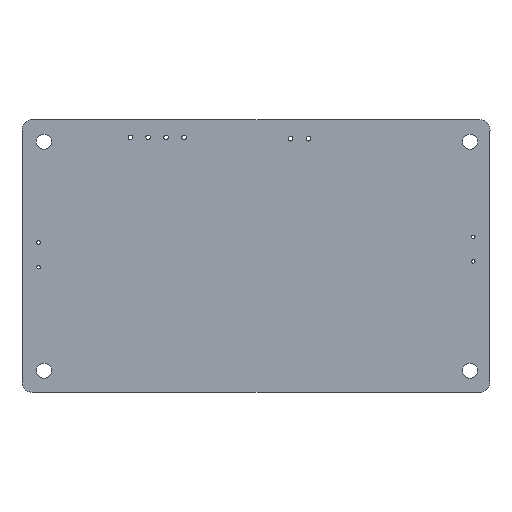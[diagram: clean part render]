
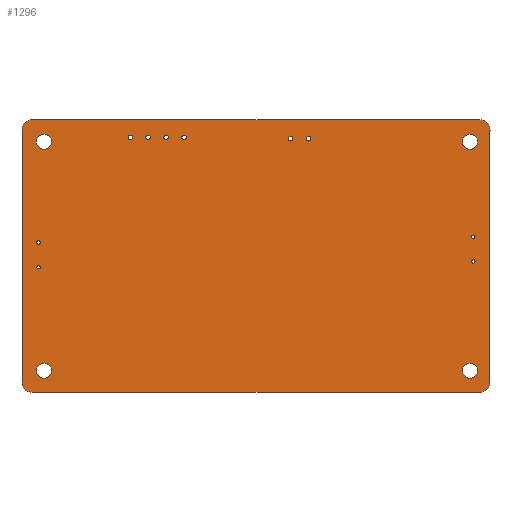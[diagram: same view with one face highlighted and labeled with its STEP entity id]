
A CAD part, top view. The second image highlights one B-rep face of the part: STEP entity #1296.
In plain terms, the highlighted planar face has unit normal (0, 0, 1).
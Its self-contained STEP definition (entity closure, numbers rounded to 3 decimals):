
#969 = VERTEX_POINT('',#970);
#970 = CARTESIAN_POINT('',(63.445,38.75,1.6));
#976 = EDGE_CURVE('',#969,#977,#979,.T.);
#977 = VERTEX_POINT('',#978);
#978 = CARTESIAN_POINT('',(66.445,35.75,1.6));
#979 = CIRCLE('',#980,3.);
#980 = AXIS2_PLACEMENT_3D('',#981,#982,#983);
#981 = CARTESIAN_POINT('',(63.445,35.75,1.6));
#982 = DIRECTION('',(0.,0.,-1.));
#983 = DIRECTION('',(0.,1.,0.));
#1011 = VERTEX_POINT('',#1012);
#1012 = CARTESIAN_POINT('',(-63.445,38.75,1.6));
#1018 = EDGE_CURVE('',#1011,#969,#1019,.T.);
#1019 = LINE('',#1020,#1021);
#1020 = CARTESIAN_POINT('',(-63.445,38.75,1.6));
#1021 = VECTOR('',#1022,1.);
#1022 = DIRECTION('',(1.,0.,0.));
#1040 = EDGE_CURVE('',#977,#1041,#1043,.T.);
#1041 = VERTEX_POINT('',#1042);
#1042 = CARTESIAN_POINT('',(66.445,-35.75,1.6));
#1043 = LINE('',#1044,#1045);
#1044 = CARTESIAN_POINT('',(66.445,35.75,1.6));
#1045 = VECTOR('',#1046,1.);
#1046 = DIRECTION('',(0.,-1.,0.));
#1296 = ADVANCED_FACE('',(#1297,#1367,#1378,#1389,#1400,#1411,#1422,
    #1433,#1444,#1455,#1466,#1477,#1488,#1499,#1510),#1521,.T.);
#1297 = FACE_BOUND('',#1298,.T.);
#1298 = EDGE_LOOP('',(#1299,#1300,#1301,#1309,#1318,#1326,#1334,#1343,
    #1351,#1359,#1366));
#1299 = ORIENTED_EDGE('',*,*,#976,.F.);
#1300 = ORIENTED_EDGE('',*,*,#1018,.F.);
#1301 = ORIENTED_EDGE('',*,*,#1302,.F.);
#1302 = EDGE_CURVE('',#1303,#1011,#1305,.T.);
#1303 = VERTEX_POINT('',#1304);
#1304 = CARTESIAN_POINT('',(-63.613,38.748,1.6));
#1305 = LINE('',#1306,#1307);
#1306 = CARTESIAN_POINT('',(-63.613,38.748,1.6));
#1307 = VECTOR('',#1308,1.);
#1308 = DIRECTION('',(1.,0.014,0.));
#1309 = ORIENTED_EDGE('',*,*,#1310,.F.);
#1310 = EDGE_CURVE('',#1311,#1303,#1313,.T.);
#1311 = VERTEX_POINT('',#1312);
#1312 = CARTESIAN_POINT('',(-66.445,35.75,1.6));
#1313 = CIRCLE('',#1314,2.998);
#1314 = AXIS2_PLACEMENT_3D('',#1315,#1316,#1317);
#1315 = CARTESIAN_POINT('',(-63.447,35.754,1.6));
#1316 = DIRECTION('',(0.,0.,-1.));
#1317 = DIRECTION('',(-1.,-0.001,-0.));
#1318 = ORIENTED_EDGE('',*,*,#1319,.F.);
#1319 = EDGE_CURVE('',#1320,#1311,#1322,.T.);
#1320 = VERTEX_POINT('',#1321);
#1321 = CARTESIAN_POINT('',(-66.445,-35.75,1.6));
#1322 = LINE('',#1323,#1324);
#1323 = CARTESIAN_POINT('',(-66.445,-35.75,1.6));
#1324 = VECTOR('',#1325,1.);
#1325 = DIRECTION('',(0.,1.,0.));
#1326 = ORIENTED_EDGE('',*,*,#1327,.F.);
#1327 = EDGE_CURVE('',#1328,#1320,#1330,.T.);
#1328 = VERTEX_POINT('',#1329);
#1329 = CARTESIAN_POINT('',(-66.443,-35.918,1.6));
#1330 = LINE('',#1331,#1332);
#1331 = CARTESIAN_POINT('',(-66.443,-35.918,1.6));
#1332 = VECTOR('',#1333,1.);
#1333 = DIRECTION('',(-0.014,1.,0.));
#1334 = ORIENTED_EDGE('',*,*,#1335,.F.);
#1335 = EDGE_CURVE('',#1336,#1328,#1338,.T.);
#1336 = VERTEX_POINT('',#1337);
#1337 = CARTESIAN_POINT('',(-63.445,-38.75,1.6));
#1338 = CIRCLE('',#1339,2.998);
#1339 = AXIS2_PLACEMENT_3D('',#1340,#1341,#1342);
#1340 = CARTESIAN_POINT('',(-63.449,-35.752,1.6));
#1341 = DIRECTION('',(0.,0.,-1.));
#1342 = DIRECTION('',(0.001,-1.,0.));
#1343 = ORIENTED_EDGE('',*,*,#1344,.F.);
#1344 = EDGE_CURVE('',#1345,#1336,#1347,.T.);
#1345 = VERTEX_POINT('',#1346);
#1346 = CARTESIAN_POINT('',(63.445,-38.75,1.6));
#1347 = LINE('',#1348,#1349);
#1348 = CARTESIAN_POINT('',(63.445,-38.75,1.6));
#1349 = VECTOR('',#1350,1.);
#1350 = DIRECTION('',(-1.,0.,0.));
#1351 = ORIENTED_EDGE('',*,*,#1352,.F.);
#1352 = EDGE_CURVE('',#1353,#1345,#1355,.T.);
#1353 = VERTEX_POINT('',#1354);
#1354 = CARTESIAN_POINT('',(63.613,-38.748,1.6));
#1355 = LINE('',#1356,#1357);
#1356 = CARTESIAN_POINT('',(63.613,-38.748,1.6));
#1357 = VECTOR('',#1358,1.);
#1358 = DIRECTION('',(-1.,-0.013,0.));
#1359 = ORIENTED_EDGE('',*,*,#1360,.F.);
#1360 = EDGE_CURVE('',#1041,#1353,#1361,.T.);
#1361 = CIRCLE('',#1362,2.998);
#1362 = AXIS2_PLACEMENT_3D('',#1363,#1364,#1365);
#1363 = CARTESIAN_POINT('',(63.447,-35.754,1.6));
#1364 = DIRECTION('',(0.,0.,-1.));
#1365 = DIRECTION('',(1.,0.001,0.));
#1366 = ORIENTED_EDGE('',*,*,#1040,.F.);
#1367 = FACE_BOUND('',#1368,.T.);
#1368 = EDGE_LOOP('',(#1369));
#1369 = ORIENTED_EDGE('',*,*,#1370,.T.);
#1370 = EDGE_CURVE('',#1371,#1371,#1373,.T.);
#1371 = VERTEX_POINT('',#1372);
#1372 = CARTESIAN_POINT('',(-60.224,-34.714,1.6));
#1373 = CIRCLE('',#1374,2.15);
#1374 = AXIS2_PLACEMENT_3D('',#1375,#1376,#1377);
#1375 = CARTESIAN_POINT('',(-60.224,-32.564,1.6));
#1376 = DIRECTION('',(-0.,0.,-1.));
#1377 = DIRECTION('',(-0.,-1.,0.));
#1378 = FACE_BOUND('',#1379,.T.);
#1379 = EDGE_LOOP('',(#1380));
#1380 = ORIENTED_EDGE('',*,*,#1381,.T.);
#1381 = EDGE_CURVE('',#1382,#1382,#1384,.T.);
#1382 = VERTEX_POINT('',#1383);
#1383 = CARTESIAN_POINT('',(-61.741,-3.667,1.6));
#1384 = CIRCLE('',#1385,0.5);
#1385 = AXIS2_PLACEMENT_3D('',#1386,#1387,#1388);
#1386 = CARTESIAN_POINT('',(-61.741,-3.167,1.6));
#1387 = DIRECTION('',(-0.,0.,-1.));
#1388 = DIRECTION('',(-0.,-1.,0.));
#1389 = FACE_BOUND('',#1390,.T.);
#1390 = EDGE_LOOP('',(#1391));
#1391 = ORIENTED_EDGE('',*,*,#1392,.T.);
#1392 = EDGE_CURVE('',#1393,#1393,#1395,.T.);
#1393 = VERTEX_POINT('',#1394);
#1394 = CARTESIAN_POINT('',(60.776,-34.714,1.6));
#1395 = CIRCLE('',#1396,2.15);
#1396 = AXIS2_PLACEMENT_3D('',#1397,#1398,#1399);
#1397 = CARTESIAN_POINT('',(60.776,-32.564,1.6));
#1398 = DIRECTION('',(-0.,0.,-1.));
#1399 = DIRECTION('',(-0.,-1.,0.));
#1400 = FACE_BOUND('',#1401,.T.);
#1401 = EDGE_LOOP('',(#1402));
#1402 = ORIENTED_EDGE('',*,*,#1403,.T.);
#1403 = EDGE_CURVE('',#1404,#1404,#1406,.T.);
#1404 = VERTEX_POINT('',#1405);
#1405 = CARTESIAN_POINT('',(61.693,-2.047,1.6));
#1406 = CIRCLE('',#1407,0.5);
#1407 = AXIS2_PLACEMENT_3D('',#1408,#1409,#1410);
#1408 = CARTESIAN_POINT('',(61.693,-1.547,1.6));
#1409 = DIRECTION('',(-0.,0.,-1.));
#1410 = DIRECTION('',(-0.,-1.,0.));
#1411 = FACE_BOUND('',#1412,.T.);
#1412 = EDGE_LOOP('',(#1413));
#1413 = ORIENTED_EDGE('',*,*,#1414,.T.);
#1414 = EDGE_CURVE('',#1415,#1415,#1417,.T.);
#1415 = VERTEX_POINT('',#1416);
#1416 = CARTESIAN_POINT('',(-61.741,3.333,1.6));
#1417 = CIRCLE('',#1418,0.5);
#1418 = AXIS2_PLACEMENT_3D('',#1419,#1420,#1421);
#1419 = CARTESIAN_POINT('',(-61.741,3.833,1.6));
#1420 = DIRECTION('',(-0.,0.,-1.));
#1421 = DIRECTION('',(-0.,-1.,0.));
#1422 = FACE_BOUND('',#1423,.T.);
#1423 = EDGE_LOOP('',(#1424));
#1424 = ORIENTED_EDGE('',*,*,#1425,.T.);
#1425 = EDGE_CURVE('',#1426,#1426,#1428,.T.);
#1426 = VERTEX_POINT('',#1427);
#1427 = CARTESIAN_POINT('',(-60.224,30.286,1.6));
#1428 = CIRCLE('',#1429,2.15);
#1429 = AXIS2_PLACEMENT_3D('',#1430,#1431,#1432);
#1430 = CARTESIAN_POINT('',(-60.224,32.436,1.6));
#1431 = DIRECTION('',(-0.,0.,-1.));
#1432 = DIRECTION('',(-0.,-1.,0.));
#1433 = FACE_BOUND('',#1434,.T.);
#1434 = EDGE_LOOP('',(#1435));
#1435 = ORIENTED_EDGE('',*,*,#1436,.T.);
#1436 = EDGE_CURVE('',#1437,#1437,#1439,.T.);
#1437 = VERTEX_POINT('',#1438);
#1438 = CARTESIAN_POINT('',(-35.677,33.047,1.6));
#1439 = CIRCLE('',#1440,0.65);
#1440 = AXIS2_PLACEMENT_3D('',#1441,#1442,#1443);
#1441 = CARTESIAN_POINT('',(-35.677,33.697,1.6));
#1442 = DIRECTION('',(-0.,0.,-1.));
#1443 = DIRECTION('',(-0.,-1.,0.));
#1444 = FACE_BOUND('',#1445,.T.);
#1445 = EDGE_LOOP('',(#1446));
#1446 = ORIENTED_EDGE('',*,*,#1447,.T.);
#1447 = EDGE_CURVE('',#1448,#1448,#1450,.T.);
#1448 = VERTEX_POINT('',#1449);
#1449 = CARTESIAN_POINT('',(-30.597,33.047,1.6));
#1450 = CIRCLE('',#1451,0.65);
#1451 = AXIS2_PLACEMENT_3D('',#1452,#1453,#1454);
#1452 = CARTESIAN_POINT('',(-30.597,33.697,1.6));
#1453 = DIRECTION('',(-0.,0.,-1.));
#1454 = DIRECTION('',(0.,-1.,-0.));
#1455 = FACE_BOUND('',#1456,.T.);
#1456 = EDGE_LOOP('',(#1457));
#1457 = ORIENTED_EDGE('',*,*,#1458,.T.);
#1458 = EDGE_CURVE('',#1459,#1459,#1461,.T.);
#1459 = VERTEX_POINT('',#1460);
#1460 = CARTESIAN_POINT('',(-25.517,33.047,1.6));
#1461 = CIRCLE('',#1462,0.65);
#1462 = AXIS2_PLACEMENT_3D('',#1463,#1464,#1465);
#1463 = CARTESIAN_POINT('',(-25.517,33.697,1.6));
#1464 = DIRECTION('',(-0.,0.,-1.));
#1465 = DIRECTION('',(-0.,-1.,0.));
#1466 = FACE_BOUND('',#1467,.T.);
#1467 = EDGE_LOOP('',(#1468));
#1468 = ORIENTED_EDGE('',*,*,#1469,.T.);
#1469 = EDGE_CURVE('',#1470,#1470,#1472,.T.);
#1470 = VERTEX_POINT('',#1471);
#1471 = CARTESIAN_POINT('',(-20.437,33.047,1.6));
#1472 = CIRCLE('',#1473,0.65);
#1473 = AXIS2_PLACEMENT_3D('',#1474,#1475,#1476);
#1474 = CARTESIAN_POINT('',(-20.437,33.697,1.6));
#1475 = DIRECTION('',(-0.,0.,-1.));
#1476 = DIRECTION('',(-0.,-1.,0.));
#1477 = FACE_BOUND('',#1478,.T.);
#1478 = EDGE_LOOP('',(#1479));
#1479 = ORIENTED_EDGE('',*,*,#1480,.T.);
#1480 = EDGE_CURVE('',#1481,#1481,#1483,.T.);
#1481 = VERTEX_POINT('',#1482);
#1482 = CARTESIAN_POINT('',(61.693,4.953,1.6));
#1483 = CIRCLE('',#1484,0.5);
#1484 = AXIS2_PLACEMENT_3D('',#1485,#1486,#1487);
#1485 = CARTESIAN_POINT('',(61.693,5.453,1.6));
#1486 = DIRECTION('',(-0.,0.,-1.));
#1487 = DIRECTION('',(-0.,-1.,0.));
#1488 = FACE_BOUND('',#1489,.T.);
#1489 = EDGE_LOOP('',(#1490));
#1490 = ORIENTED_EDGE('',*,*,#1491,.T.);
#1491 = EDGE_CURVE('',#1492,#1492,#1494,.T.);
#1492 = VERTEX_POINT('',#1493);
#1493 = CARTESIAN_POINT('',(9.838,32.65,1.6));
#1494 = CIRCLE('',#1495,0.648);
#1495 = AXIS2_PLACEMENT_3D('',#1496,#1497,#1498);
#1496 = CARTESIAN_POINT('',(9.838,33.297,1.6));
#1497 = DIRECTION('',(-0.,0.,-1.));
#1498 = DIRECTION('',(-0.,-1.,0.));
#1499 = FACE_BOUND('',#1500,.T.);
#1500 = EDGE_LOOP('',(#1501));
#1501 = ORIENTED_EDGE('',*,*,#1502,.T.);
#1502 = EDGE_CURVE('',#1503,#1503,#1505,.T.);
#1503 = VERTEX_POINT('',#1504);
#1504 = CARTESIAN_POINT('',(14.918,32.65,1.6));
#1505 = CIRCLE('',#1506,0.648);
#1506 = AXIS2_PLACEMENT_3D('',#1507,#1508,#1509);
#1507 = CARTESIAN_POINT('',(14.918,33.297,1.6));
#1508 = DIRECTION('',(-0.,0.,-1.));
#1509 = DIRECTION('',(-0.,-1.,0.));
#1510 = FACE_BOUND('',#1511,.T.);
#1511 = EDGE_LOOP('',(#1512));
#1512 = ORIENTED_EDGE('',*,*,#1513,.T.);
#1513 = EDGE_CURVE('',#1514,#1514,#1516,.T.);
#1514 = VERTEX_POINT('',#1515);
#1515 = CARTESIAN_POINT('',(60.776,30.286,1.6));
#1516 = CIRCLE('',#1517,2.15);
#1517 = AXIS2_PLACEMENT_3D('',#1518,#1519,#1520);
#1518 = CARTESIAN_POINT('',(60.776,32.436,1.6));
#1519 = DIRECTION('',(-0.,0.,-1.));
#1520 = DIRECTION('',(-0.,-1.,0.));
#1521 = PLANE('',#1522);
#1522 = AXIS2_PLACEMENT_3D('',#1523,#1524,#1525);
#1523 = CARTESIAN_POINT('',(0.,0.,1.6));
#1524 = DIRECTION('',(0.,0.,1.));
#1525 = DIRECTION('',(1.,0.,-0.));
